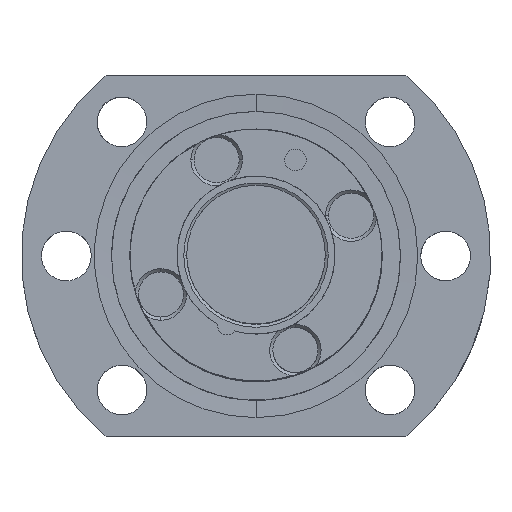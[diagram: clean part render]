
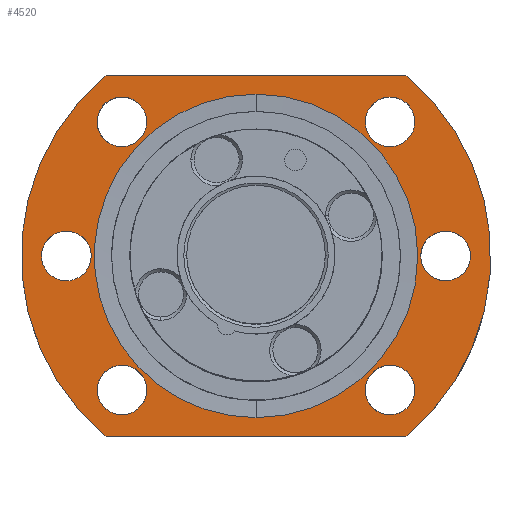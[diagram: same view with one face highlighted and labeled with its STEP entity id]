
A CAD part, top view. The second image highlights one B-rep face of the part: STEP entity #4520.
In plain terms, the highlighted planar face has unit normal (0, 0, 1).
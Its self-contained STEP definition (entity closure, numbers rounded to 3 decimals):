
#2780=CARTESIAN_POINT('',(48.829,-28.086,119.75));
#2790=DIRECTION('',(0.,0.,-1.));
#2800=DIRECTION('',(-1.,0.,-0.));
#2810=AXIS2_PLACEMENT_3D('',#2780,#2790,#2800);
#2820=PLANE('',#2810);
#2830=CARTESIAN_POINT('',(0.,-20.,119.75));
#2840=DIRECTION('',(-1.,0.,-0.));
#2850=VECTOR('',#2840,1.);
#2860=LINE('',#2830,#2850);
#2870=CARTESIAN_POINT('',(16.613,-20.,119.75));
#2880=VERTEX_POINT('217347-1430975224-643150304734-0 2962889',#2870);
#2890=CARTESIAN_POINT('',(-16.613,-20.,119.75));
#2900=VERTEX_POINT('217347-1430975224-643150304734-0 2962907',#2890);
#2910=EDGE_CURVE('217347-1430975224-643150304734-0 2962917',#2880,#2900,
#2860,.T.);
#2920=ORIENTED_EDGE('',*,*,#2910,.F.);
#2930=CARTESIAN_POINT('',(0.,0.,
119.75));
#2940=DIRECTION('',(0.,0.,-1.));
#2950=DIRECTION('',(-1.,0.,0.));
#2960=AXIS2_PLACEMENT_3D('',#2930,#2940,#2950);
#2970=CIRCLE('',#2960,26.);
#2980=CARTESIAN_POINT('',(-16.613,20.,119.75));
#2990=VERTEX_POINT('217347-1430975224-643150304734-0 2962898',#2980);
#3000=EDGE_CURVE('217347-1430975224-643150304734-0 2962911',#2900,#2990,
#2970,.T.);
#3010=ORIENTED_EDGE('',*,*,#3000,.F.);
#3020=CARTESIAN_POINT('',(0.,20.,119.75));
#3030=DIRECTION('',(-1.,-0.,0.));
#3040=VECTOR('',#3030,1.);
#3050=LINE('',#3020,#3040);
#3060=CARTESIAN_POINT('',(16.613,20.,119.75));
#3070=VERTEX_POINT('217347-1430975224-643150304734-0 2962886',#3060);
#3080=EDGE_CURVE('217347-1430975224-643150304734-0 2962902',#3070,#2990,
#3050,.T.);
#3090=ORIENTED_EDGE('',*,*,#3080,.T.);
#3100=CARTESIAN_POINT('',(0.,0.,
119.75));
#3110=DIRECTION('',(0.,0.,-1.));
#3120=DIRECTION('',(-1.,0.,0.));
#3130=AXIS2_PLACEMENT_3D('',#3100,#3110,#3120);
#3140=CIRCLE('',#3130,26.);
#3150=EDGE_CURVE('217347-1430975224-643150304734-0 2962893',#3070,#2880,
#3140,.T.);
#3160=ORIENTED_EDGE('',*,*,#3150,.F.);
#3170=EDGE_LOOP('',(#3160,#3090,#3010,#2920));
#3180=FACE_OUTER_BOUND('',#3170,.T.);
#3190=CARTESIAN_POINT('',(-21.,0.,119.75));
#3200=DIRECTION('',(0.,0.,-1.));
#3210=DIRECTION('',(-1.,0.,0.));
#3220=AXIS2_PLACEMENT_3D('',#3190,#3200,#3210);
#3230=CIRCLE('',#3220,2.75);
#3240=CARTESIAN_POINT('',(-23.75,0.,119.75));
#3250=VERTEX_POINT('',#3240);
#3260=CARTESIAN_POINT('',(-18.25,0.,119.75));
#3270=VERTEX_POINT('',#3260);
#3280=EDGE_CURVE('217347-1430975224-643150304734-0 2962931',#3250,#3270,
#3230,.T.);
#3290=ORIENTED_EDGE('',*,*,#3280,.T.);
#3300=CARTESIAN_POINT('',(-22.052,-2.541,119.75));
#3310=VERTEX_POINT('217347-1430975224-643150304734-0 2962927',#3300);
#3320=EDGE_CURVE('217347-1430975224-643150304734-0 2962931',#3310,#3250,
#3230,.T.);
#3330=ORIENTED_EDGE('',*,*,#3320,.T.);
#3340=EDGE_CURVE('217347-1430975224-643150304734-0 2962931',#3270,#3310,
#3230,.T.);
#3350=ORIENTED_EDGE('',*,*,#3340,.T.);
#3360=EDGE_LOOP('',(#3350,#3330,#3290));
#3370=FACE_BOUND('',#3360,.T.);
#3380=CARTESIAN_POINT('',(14.849,-14.849,119.75));
#3390=DIRECTION('',(0.,0.,-1.));
#3400=DIRECTION('',(-1.,0.,0.));
#3410=AXIS2_PLACEMENT_3D('',#3380,#3390,#3400);
#3420=CIRCLE('',#3410,2.75);
#3430=CARTESIAN_POINT('',(12.099,-14.849,119.75));
#3440=VERTEX_POINT('',#3430);
#3450=CARTESIAN_POINT('',(17.599,-14.849,119.75));
#3460=VERTEX_POINT('',#3450);
#3470=EDGE_CURVE('217347-1430975224-643150304734-0 2962951',#3440,#3460,
#3420,.T.);
#3480=ORIENTED_EDGE('',*,*,#3470,.T.);
#3490=CARTESIAN_POINT('',(13.797,-17.39,119.75));
#3500=VERTEX_POINT('217347-1430975224-643150304734-0 2962947',#3490);
#3510=EDGE_CURVE('217347-1430975224-643150304734-0 2962951',#3500,#3440,
#3420,.T.);
#3520=ORIENTED_EDGE('',*,*,#3510,.T.);
#3530=EDGE_CURVE('217347-1430975224-643150304734-0 2962951',#3460,#3500,
#3420,.T.);
#3540=ORIENTED_EDGE('',*,*,#3530,.T.);
#3550=EDGE_LOOP('',(#3540,#3520,#3480));
#3560=FACE_BOUND('',#3550,.T.);
#3570=CARTESIAN_POINT('',(0.,0.,
119.75));
#3580=DIRECTION('',(0.,0.,1.));
#3590=DIRECTION('',(0.,1.,0.));
#3600=AXIS2_PLACEMENT_3D('',#3570,#3580,#3590);
#3610=CIRCLE('',#3600,17.913);
#3620=CARTESIAN_POINT('',(-16.55,6.855,119.75));
#3630=VERTEX_POINT('217347-1430975224-643150304734-0 2962967',#3620);
#3640=CARTESIAN_POINT('',(0.,-17.913,119.75)
);
#3650=VERTEX_POINT('',#3640);
#3660=EDGE_CURVE('217347-1430975224-643150304734-0 2962971',#3630,#3650,
#3610,.T.);
#3670=ORIENTED_EDGE('',*,*,#3660,.F.);
#3680=CARTESIAN_POINT('',(0.,17.913,119.75)
);
#3690=VERTEX_POINT('',#3680);
#3700=EDGE_CURVE('217347-1430975224-643150304734-0 2962971',#3650,#3690,
#3610,.T.);
#3710=ORIENTED_EDGE('',*,*,#3700,.F.);
#3720=EDGE_CURVE('217347-1430975224-643150304734-0 2962971',#3690,#3630,
#3610,.T.);
#3730=ORIENTED_EDGE('',*,*,#3720,.F.);
#3740=EDGE_LOOP('',(#3730,#3710,#3670));
#3750=FACE_BOUND('',#3740,.T.);
#3760=CARTESIAN_POINT('',(21.,0.,119.75));
#3770=DIRECTION('',(0.,0.,-1.));
#3780=DIRECTION('',(-1.,0.,0.));
#3790=AXIS2_PLACEMENT_3D('',#3760,#3770,#3780);
#3800=CIRCLE('',#3790,2.75);
#3810=CARTESIAN_POINT('',(18.25,0.,119.75));
#3820=VERTEX_POINT('',#3810);
#3830=CARTESIAN_POINT('',(23.75,0.,119.75));
#3840=VERTEX_POINT('',#3830);
#3850=EDGE_CURVE('217347-1430975224-643150304734-0 2962991',#3820,#3840,
#3800,.T.);
#3860=ORIENTED_EDGE('',*,*,#3850,.T.);
#3870=CARTESIAN_POINT('',(19.948,-2.541,119.75));
#3880=VERTEX_POINT('217347-1430975224-643150304734-0 2962987',#3870);
#3890=EDGE_CURVE('217347-1430975224-643150304734-0 2962991',#3880,#3820,
#3800,.T.);
#3900=ORIENTED_EDGE('',*,*,#3890,.T.);
#3910=EDGE_CURVE('217347-1430975224-643150304734-0 2962991',#3840,#3880,
#3800,.T.);
#3920=ORIENTED_EDGE('',*,*,#3910,.T.);
#3930=EDGE_LOOP('',(#3920,#3900,#3860));
#3940=FACE_BOUND('',#3930,.T.);
#3950=CARTESIAN_POINT('',(14.849,14.849,119.75));
#3960=DIRECTION('',(0.,0.,-1.));
#3970=DIRECTION('',(-1.,0.,0.));
#3980=AXIS2_PLACEMENT_3D('',#3950,#3960,#3970);
#3990=CIRCLE('',#3980,2.75);
#4000=CARTESIAN_POINT('',(12.099,14.849,119.75));
#4010=VERTEX_POINT('',#4000);
#4020=CARTESIAN_POINT('',(17.599,14.849,119.75));
#4030=VERTEX_POINT('',#4020);
#4040=EDGE_CURVE('217347-1430975224-643150304734-0 2963011',#4010,#4030,
#3990,.T.);
#4050=ORIENTED_EDGE('',*,*,#4040,.T.);
#4060=CARTESIAN_POINT('',(13.797,12.309,119.75));
#4070=VERTEX_POINT('217347-1430975224-643150304734-0 2963007',#4060);
#4080=EDGE_CURVE('217347-1430975224-643150304734-0 2963011',#4070,#4010,
#3990,.T.);
#4090=ORIENTED_EDGE('',*,*,#4080,.T.);
#4100=EDGE_CURVE('217347-1430975224-643150304734-0 2963011',#4030,#4070,
#3990,.T.);
#4110=ORIENTED_EDGE('',*,*,#4100,.T.);
#4120=EDGE_LOOP('',(#4110,#4090,#4050));
#4130=FACE_BOUND('',#4120,.T.);
#4140=CARTESIAN_POINT('',(-14.849,-14.849,119.75));
#4150=DIRECTION('',(0.,0.,-1.));
#4160=DIRECTION('',(-1.,0.,0.));
#4170=AXIS2_PLACEMENT_3D('',#4140,#4150,#4160);
#4180=CIRCLE('',#4170,2.75);
#4190=CARTESIAN_POINT('',(-12.099,-14.849,119.75));
#4200=VERTEX_POINT('',#4190);
#4210=CARTESIAN_POINT('',(-17.599,-14.849,119.75));
#4220=VERTEX_POINT('',#4210);
#4230=EDGE_CURVE('217347-1430975224-643150304734-0 2963031',#4200,#4220,
#4180,.T.);
#4240=ORIENTED_EDGE('',*,*,#4230,.T.);
#4250=CARTESIAN_POINT('',(-13.797,-12.309,119.75));
#4260=VERTEX_POINT('217347-1430975224-643150304734-0 2963024',#4250);
#4270=EDGE_CURVE('217347-1430975224-643150304734-0 2963031',#4260,#4200,
#4180,.T.);
#4280=ORIENTED_EDGE('',*,*,#4270,.T.);
#4290=EDGE_CURVE('217347-1430975224-643150304734-0 2963031',#4220,#4260,
#4180,.T.);
#4300=ORIENTED_EDGE('',*,*,#4290,.T.);
#4310=EDGE_LOOP('',(#4300,#4280,#4240));
#4320=FACE_BOUND('',#4310,.T.);
#4330=CARTESIAN_POINT('',(-14.849,14.849,119.75));
#4340=DIRECTION('',(0.,0.,-1.));
#4350=DIRECTION('',(-1.,0.,0.));
#4360=AXIS2_PLACEMENT_3D('',#4330,#4340,#4350);
#4370=CIRCLE('',#4360,2.75);
#4380=CARTESIAN_POINT('',(-17.599,14.849,119.75));
#4390=VERTEX_POINT('',#4380);
#4400=CARTESIAN_POINT('',(-12.099,14.849,119.75));
#4410=VERTEX_POINT('',#4400);
#4420=EDGE_CURVE('217347-1430975224-643150304734-0 2963051',#4390,#4410,
#4370,.T.);
#4430=ORIENTED_EDGE('',*,*,#4420,.T.);
#4440=CARTESIAN_POINT('',(-15.902,12.309,119.75));
#4450=VERTEX_POINT('217347-1430975224-643150304734-0 2963047',#4440);
#4460=EDGE_CURVE('217347-1430975224-643150304734-0 2963051',#4450,#4390,
#4370,.T.);
#4470=ORIENTED_EDGE('',*,*,#4460,.T.);
#4480=EDGE_CURVE('217347-1430975224-643150304734-0 2963051',#4410,#4450,
#4370,.T.);
#4490=ORIENTED_EDGE('',*,*,#4480,.T.);
#4500=EDGE_LOOP('',(#4490,#4470,#4430));
#4510=FACE_BOUND('',#4500,.T.);
#4520=ADVANCED_FACE('217347-1430975224-643150304734-0 2962883',(#3180,
#3370,#3560,#3750,#3940,#4130,#4320,#4510),#2820,.F.);
